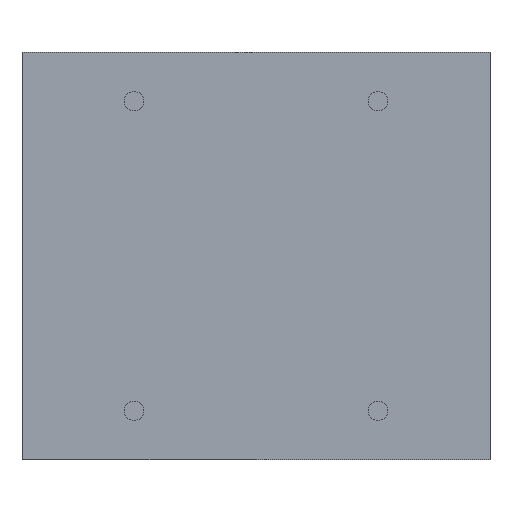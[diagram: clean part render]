
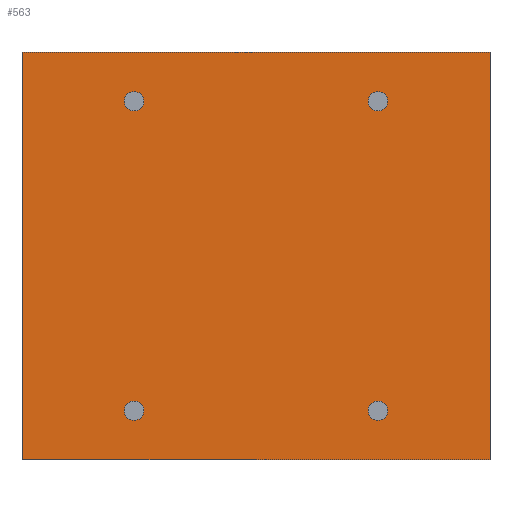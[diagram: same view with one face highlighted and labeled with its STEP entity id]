
A CAD part, front view. The second image highlights one B-rep face of the part: STEP entity #563.
In plain terms, the highlighted planar face has unit normal (0, -1, 0).
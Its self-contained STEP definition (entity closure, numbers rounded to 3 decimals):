
#48 = CARTESIAN_POINT ( 'NONE',  ( -9.6, 0., 8.35 ) ) ;
#59 = ORIENTED_EDGE ( 'NONE', *, *, #130, .F. ) ;
#70 = EDGE_CURVE ( 'NONE', #448, #610, #170, .T. ) ;
#85 = VECTOR ( 'NONE', #444, 1000. ) ;
#90 = DIRECTION ( 'NONE',  ( -1., 0., 0. ) ) ;
#130 = EDGE_CURVE ( 'NONE', #225, #448, #294, .T. ) ;
#131 = CARTESIAN_POINT ( 'NONE',  ( 9.6, 0., 8.35 ) ) ;
#143 = DIRECTION ( 'NONE',  ( 0., 0., -1. ) ) ;
#147 = DIRECTION ( 'NONE',  ( 0., -1., 0. ) ) ;
#158 = DIRECTION ( 'NONE',  ( 0., 0., -1. ) ) ;
#166 = LINE ( 'NONE', #289, #608 ) ;
#170 = LINE ( 'NONE', #593, #209 ) ;
#191 = ORIENTED_EDGE ( 'NONE', *, *, #607, .F. ) ;
#203 = CARTESIAN_POINT ( 'NONE',  ( 0., 0., 0. ) ) ;
#209 = VECTOR ( 'NONE', #158, 1000. ) ;
#225 = VERTEX_POINT ( 'NONE', #354 ) ;
#235 = AXIS2_PLACEMENT_3D ( 'NONE', #203, #147, #143 ) ;
#245 = EDGE_LOOP ( 'NONE', ( #481, #59, #191, #460 ) ) ;
#289 = CARTESIAN_POINT ( 'NONE',  ( -9.6, 0., -8.35 ) ) ;
#294 = LINE ( 'NONE', #534, #85 ) ;
#313 = VERTEX_POINT ( 'NONE', #592 ) ;
#338 = DIRECTION ( 'NONE',  ( 0., 0., 1. ) ) ;
#354 = CARTESIAN_POINT ( 'NONE',  ( -9.6, 0., 8.35 ) ) ;
#384 = PLANE ( 'NONE',  #235 ) ;
#388 = LINE ( 'NONE', #48, #494 ) ;
#441 = CARTESIAN_POINT ( 'NONE',  ( 9.6, 0., -8.35 ) ) ;
#444 = DIRECTION ( 'NONE',  ( 1., 0., 0. ) ) ;
#448 = VERTEX_POINT ( 'NONE', #131 ) ;
#460 = ORIENTED_EDGE ( 'NONE', *, *, #577, .F. ) ;
#481 = ORIENTED_EDGE ( 'NONE', *, *, #70, .F. ) ;
#494 = VECTOR ( 'NONE', #338, 1000. ) ;
#534 = CARTESIAN_POINT ( 'NONE',  ( -9.6, 0., 8.35 ) ) ;
#558 = FACE_OUTER_BOUND ( 'NONE', #245, .T. ) ;
#563 = ADVANCED_FACE ( 'NONE', ( #558 ), #384, .T. ) ;
#577 = EDGE_CURVE ( 'NONE', #610, #313, #166, .T. ) ;
#592 = CARTESIAN_POINT ( 'NONE',  ( -9.6, 0., -8.35 ) ) ;
#593 = CARTESIAN_POINT ( 'NONE',  ( 9.6, 0., 8.35 ) ) ;
#607 = EDGE_CURVE ( 'NONE', #313, #225, #388, .T. ) ;
#608 = VECTOR ( 'NONE', #90, 1000. ) ;
#610 = VERTEX_POINT ( 'NONE', #441 ) ;
